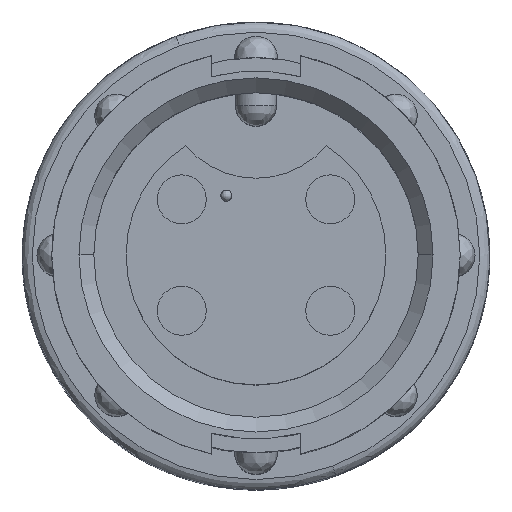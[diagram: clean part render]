
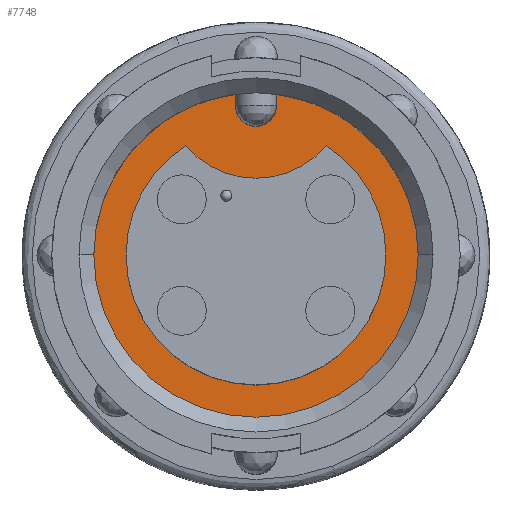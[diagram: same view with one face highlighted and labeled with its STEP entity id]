
A CAD part, top view. The second image highlights one B-rep face of the part: STEP entity #7748.
In plain terms, the highlighted planar face has unit normal (0, 0, 1).
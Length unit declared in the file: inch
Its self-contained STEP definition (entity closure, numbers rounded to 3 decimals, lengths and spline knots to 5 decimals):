
#70 = EDGE_LOOP ( 'NONE', ( #262, #6284, #9333, #2309 ) ) ;
#262 = ORIENTED_EDGE ( 'NONE', *, *, #7630, .T. ) ;
#491 = DIRECTION ( 'NONE',  ( 1., 0., 0. ) ) ;
#512 = CARTESIAN_POINT ( 'NONE',  ( 0., 0.201, -0.27 ) ) ;
#580 = DIRECTION ( 'NONE',  ( 0., 0., 1. ) ) ;
#738 = EDGE_CURVE ( 'NONE', #5118, #10158, #3143, .T. ) ;
#759 = ORIENTED_EDGE ( 'NONE', *, *, #7158, .T. ) ;
#800 = AXIS2_PLACEMENT_3D ( 'NONE', #4752, #10283, #5561 ) ;
#880 = AXIS2_PLACEMENT_3D ( 'NONE', #4070, #9615, #4872 ) ;
#946 = CARTESIAN_POINT ( 'NONE',  ( 0.0275, 0.21676, -0.27 ) ) ;
#1059 = EDGE_CURVE ( 'NONE', #7017, #9665, #2624, .T. ) ;
#1338 = DIRECTION ( 'NONE',  ( -1., 0., 0. ) ) ;
#1373 = AXIS2_PLACEMENT_3D ( 'NONE', #9373, #4630, #10152 ) ;
#1544 = EDGE_LOOP ( 'NONE', ( #8790, #6086, #7579, #6197, #759, #2794 ) ) ;
#1583 = FACE_BOUND ( 'NONE', #70, .T. ) ;
#1693 = EDGE_CURVE ( 'NONE', #8403, #8165, #6288, .T. ) ;
#1929 = AXIS2_PLACEMENT_3D ( 'NONE', #9400, #580, #6262 ) ;
#2309 = ORIENTED_EDGE ( 'NONE', *, *, #5976, .T. ) ;
#2451 = DIRECTION ( 'NONE',  ( 0., 0., -1. ) ) ;
#2469 = CARTESIAN_POINT ( 'NONE',  ( -0.0275, 0., -0.27 ) ) ;
#2624 = CIRCLE ( 'NONE', #1373, 0.175 ) ;
#2725 = CARTESIAN_POINT ( 'NONE',  ( 0.09484, 0.14707, -0.27 ) ) ;
#2794 = ORIENTED_EDGE ( 'NONE', *, *, #3617, .T. ) ;
#2858 = DIRECTION ( 'NONE',  ( 0., 0., 1. ) ) ;
#3137 = CIRCLE ( 'NONE', #8220, 0.2185 ) ;
#3143 = LINE ( 'NONE', #2469, #5027 ) ;
#3442 = CARTESIAN_POINT ( 'NONE',  ( 0.0275, 0., -0.27 ) ) ;
#3492 = CARTESIAN_POINT ( 'NONE',  ( 0.0275, 0.201, -0.27 ) ) ;
#3617 = EDGE_CURVE ( 'NONE', #9294, #7975, #10076, .T. ) ;
#3688 = AXIS2_PLACEMENT_3D ( 'NONE', #512, #6200, #1338 ) ;
#4053 = AXIS2_PLACEMENT_3D ( 'NONE', #7249, #2451, #8047 ) ;
#4063 = VERTEX_POINT ( 'NONE', #5236 ) ;
#4070 = CARTESIAN_POINT ( 'NONE',  ( 0., 0., -0.27 ) ) ;
#4157 = EDGE_CURVE ( 'NONE', #10158, #8403, #9946, .T. ) ;
#4541 = CIRCLE ( 'NONE', #3688, 0.0275 ) ;
#4542 = CARTESIAN_POINT ( 'NONE',  ( 0., 0., -0.27 ) ) ;
#4630 = DIRECTION ( 'NONE',  ( 0., 0., -1. ) ) ;
#4752 = CARTESIAN_POINT ( 'NONE',  ( 0., 0., -0.27 ) ) ;
#4793 = CIRCLE ( 'NONE', #4053, 0.175 ) ;
#4847 = AXIS2_PLACEMENT_3D ( 'NONE', #7657, #2858, #8436 ) ;
#4872 = DIRECTION ( 'NONE',  ( 1., 0., 0. ) ) ;
#4912 = DIRECTION ( 'NONE',  ( 0., 1., 0. ) ) ;
#5027 = VECTOR ( 'NONE', #4912, 39.37008 ) ;
#5118 = VERTEX_POINT ( 'NONE', #6462 ) ;
#5236 = CARTESIAN_POINT ( 'NONE',  ( -0.09484, 0.14707, -0.27 ) ) ;
#5258 = CARTESIAN_POINT ( 'NONE',  ( 0.2185, 0., -0.27 ) ) ;
#5301 = EDGE_CURVE ( 'NONE', #9665, #9755, #4793, .T. ) ;
#5345 = DIRECTION ( 'NONE',  ( 1., 0., 0. ) ) ;
#5379 = DIRECTION ( 'NONE',  ( 0., 0., 1. ) ) ;
#5470 = PLANE ( 'NONE',  #1929 ) ;
#5561 = DIRECTION ( 'NONE',  ( 1., 0., 0. ) ) ;
#5595 = CARTESIAN_POINT ( 'NONE',  ( -0.175, 0., -0.27 ) ) ;
#5634 = VECTOR ( 'NONE', #9799, 39.37008 ) ;
#5976 = EDGE_CURVE ( 'NONE', #9755, #4063, #9731, .T. ) ;
#6086 = ORIENTED_EDGE ( 'NONE', *, *, #738, .T. ) ;
#6197 = ORIENTED_EDGE ( 'NONE', *, *, #1693, .T. ) ;
#6200 = DIRECTION ( 'NONE',  ( 0., 0., -1. ) ) ;
#6241 = EDGE_CURVE ( 'NONE', #7975, #5118, #4541, .T. ) ;
#6262 = DIRECTION ( 'NONE',  ( 1., 0., 0. ) ) ;
#6284 = ORIENTED_EDGE ( 'NONE', *, *, #1059, .T. ) ;
#6288 = CIRCLE ( 'NONE', #7637, 0.2185 ) ;
#6462 = CARTESIAN_POINT ( 'NONE',  ( -0.0275, 0.201, -0.27 ) ) ;
#6620 = CIRCLE ( 'NONE', #4847, 0.125 ) ;
#7017 = VERTEX_POINT ( 'NONE', #2725 ) ;
#7158 = EDGE_CURVE ( 'NONE', #8165, #9294, #3137, .T. ) ;
#7249 = CARTESIAN_POINT ( 'NONE',  ( 0., 0., -0.27 ) ) ;
#7579 = ORIENTED_EDGE ( 'NONE', *, *, #4157, .T. ) ;
#7630 = EDGE_CURVE ( 'NONE', #4063, #7017, #6620, .T. ) ;
#7637 = AXIS2_PLACEMENT_3D ( 'NONE', #4542, #10064, #5345 ) ;
#7657 = CARTESIAN_POINT ( 'NONE',  ( 0., 0.2285, -0.27 ) ) ;
#7748 = ADVANCED_FACE ( 'NONE', ( #1583, #9833 ), #5470, .T. ) ;
#7767 = CARTESIAN_POINT ( 'NONE',  ( -0.2185, 0., -0.27 ) ) ;
#7975 = VERTEX_POINT ( 'NONE', #3492 ) ;
#8047 = DIRECTION ( 'NONE',  ( 1., 0., 0. ) ) ;
#8107 = CARTESIAN_POINT ( 'NONE',  ( -0.0275, 0.21676, -0.27 ) ) ;
#8165 = VERTEX_POINT ( 'NONE', #5258 ) ;
#8220 = AXIS2_PLACEMENT_3D ( 'NONE', #10099, #5379, #491 ) ;
#8403 = VERTEX_POINT ( 'NONE', #7767 ) ;
#8436 = DIRECTION ( 'NONE',  ( 1., 0., 0. ) ) ;
#8790 = ORIENTED_EDGE ( 'NONE', *, *, #6241, .T. ) ;
#9294 = VERTEX_POINT ( 'NONE', #946 ) ;
#9333 = ORIENTED_EDGE ( 'NONE', *, *, #5301, .T. ) ;
#9373 = CARTESIAN_POINT ( 'NONE',  ( 0., 0., -0.27 ) ) ;
#9400 = CARTESIAN_POINT ( 'NONE',  ( 0., 0., -0.27 ) ) ;
#9615 = DIRECTION ( 'NONE',  ( 0., 0., -1. ) ) ;
#9665 = VERTEX_POINT ( 'NONE', #10250 ) ;
#9731 = CIRCLE ( 'NONE', #880, 0.175 ) ;
#9755 = VERTEX_POINT ( 'NONE', #5595 ) ;
#9799 = DIRECTION ( 'NONE',  ( 0., -1., 0. ) ) ;
#9833 = FACE_OUTER_BOUND ( 'NONE', #1544, .T. ) ;
#9946 = CIRCLE ( 'NONE', #800, 0.2185 ) ;
#10064 = DIRECTION ( 'NONE',  ( 0., 0., 1. ) ) ;
#10076 = LINE ( 'NONE', #3442, #5634 ) ;
#10099 = CARTESIAN_POINT ( 'NONE',  ( 0., 0., -0.27 ) ) ;
#10152 = DIRECTION ( 'NONE',  ( 1., 0., 0. ) ) ;
#10158 = VERTEX_POINT ( 'NONE', #8107 ) ;
#10250 = CARTESIAN_POINT ( 'NONE',  ( 0.175, 0., -0.27 ) ) ;
#10283 = DIRECTION ( 'NONE',  ( 0., 0., 1. ) ) ;
